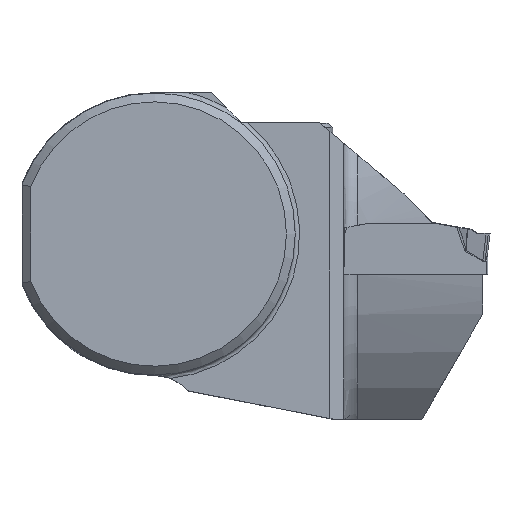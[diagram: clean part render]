
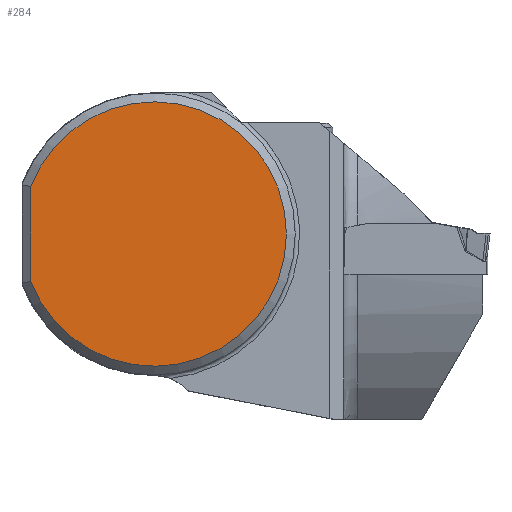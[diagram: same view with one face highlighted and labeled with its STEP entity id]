
A CAD part, top view. The second image highlights one B-rep face of the part: STEP entity #284.
In plain terms, the highlighted planar face has unit normal (0, 0, 1).
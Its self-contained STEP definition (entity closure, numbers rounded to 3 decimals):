
#227=PLANE('',#2133);
#284=ADVANCED_FACE('',(#422),#227,.F.);
#422=FACE_OUTER_BOUND('',#534,.T.);
#534=EDGE_LOOP('',(#1015,#1016));
#650=CIRCLE('',#2132,15.);
#715=LINE('',#2900,#846);
#846=VECTOR('',#2366,1.);
#1015=ORIENTED_EDGE('',*,*,#1781,.F.);
#1016=ORIENTED_EDGE('',*,*,#1782,.T.);
#1587=VERTEX_POINT('',#2901);
#1588=VERTEX_POINT('',#2902);
#1781=EDGE_CURVE('',#1587,#1588,#715,.T.);
#1782=EDGE_CURVE('',#1587,#1588,#650,.T.);
#2132=AXIS2_PLACEMENT_3D('',#2903,#2367,#2368);
#2133=AXIS2_PLACEMENT_3D('',#2904,#2369,#2370);
#2366=DIRECTION('',(0.,1.,0.));
#2367=DIRECTION('',(0.,0.,1.));
#2368=DIRECTION('',(1.,0.,0.));
#2369=DIRECTION('',(0.,0.,-1.));
#2370=DIRECTION('',(1.,0.,0.));
#2900=CARTESIAN_POINT('',(-14.,0.,0.325));
#2901=CARTESIAN_POINT('',(-14.,-5.385,0.325));
#2902=CARTESIAN_POINT('',(-14.,5.385,0.325));
#2903=CARTESIAN_POINT('',(0.,0.,0.325));
#2904=CARTESIAN_POINT('',(0.,0.,0.325));
